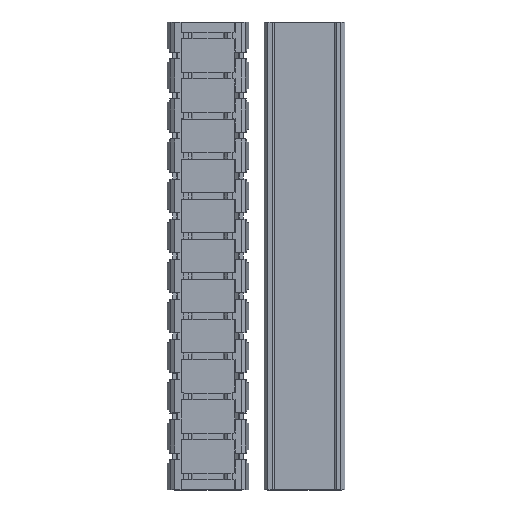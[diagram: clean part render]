
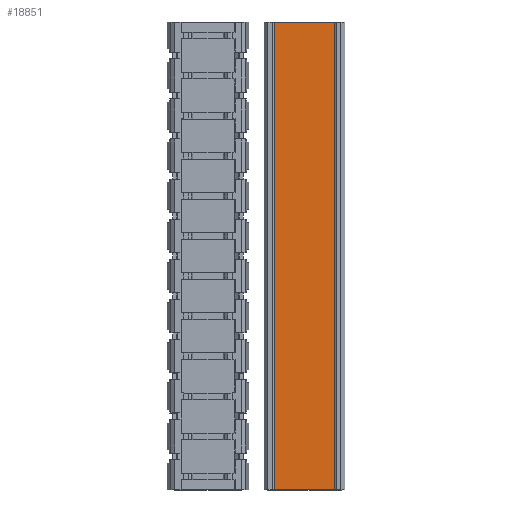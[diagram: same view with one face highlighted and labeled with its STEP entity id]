
A CAD part, top view. The second image highlights one B-rep face of the part: STEP entity #18851.
In plain terms, the highlighted planar face has unit normal (0, 0, 1).
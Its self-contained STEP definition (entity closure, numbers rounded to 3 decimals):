
#1091=FACE_OUTER_BOUND('',#2039,.T.);
#2039=EDGE_LOOP('',(#17077,#17078,#17079,#17080));
#4605=LINE('',#29740,#7205);
#4632=LINE('',#29794,#7232);
#4634=LINE('',#29798,#7234);
#4640=LINE('',#29809,#7240);
#7205=VECTOR('',#24364,10.);
#7232=VECTOR('',#24411,10.);
#7234=VECTOR('',#24415,10.);
#7240=VECTOR('',#24423,10.);
#9013=VERTEX_POINT('',#29737);
#9014=VERTEX_POINT('',#29739);
#9031=VERTEX_POINT('',#29793);
#9032=VERTEX_POINT('',#29797);
#11685=EDGE_CURVE('',#9013,#9014,#4605,.T.);
#11712=EDGE_CURVE('',#9014,#9031,#4632,.T.);
#11714=EDGE_CURVE('',#9031,#9032,#4634,.T.);
#11720=EDGE_CURVE('',#9013,#9032,#4640,.T.);
#17077=ORIENTED_EDGE('',*,*,#11720,.T.);
#17078=ORIENTED_EDGE('',*,*,#11714,.F.);
#17079=ORIENTED_EDGE('',*,*,#11712,.F.);
#17080=ORIENTED_EDGE('',*,*,#11685,.F.);
#17951=PLANE('',#19854);
#18851=ADVANCED_FACE('',(#1091),#17951,.T.);
#19854=AXIS2_PLACEMENT_3D('',#29808,#24421,#24422);
#24364=DIRECTION('',(-1.,0.,0.));
#24411=DIRECTION('',(0.,1.,0.));
#24415=DIRECTION('',(1.,0.,0.));
#24421=DIRECTION('center_axis',(0.,0.,1.));
#24422=DIRECTION('ref_axis',(1.,0.,0.));
#24423=DIRECTION('',(0.,1.,0.));
#29737=CARTESIAN_POINT('',(37.93,0.,-11.3));
#29739=CARTESIAN_POINT('',(19.79,0.,-11.3));
#29740=CARTESIAN_POINT('',(37.93,0.,-11.3));
#29793=CARTESIAN_POINT('',(19.79,140.,-11.3));
#29794=CARTESIAN_POINT('',(19.79,0.,-11.3));
#29797=CARTESIAN_POINT('',(37.93,140.,-11.3));
#29798=CARTESIAN_POINT('',(37.93,140.,-11.3));
#29808=CARTESIAN_POINT('Origin',(17.79,0.,-11.3));
#29809=CARTESIAN_POINT('',(37.93,0.,-11.3));
